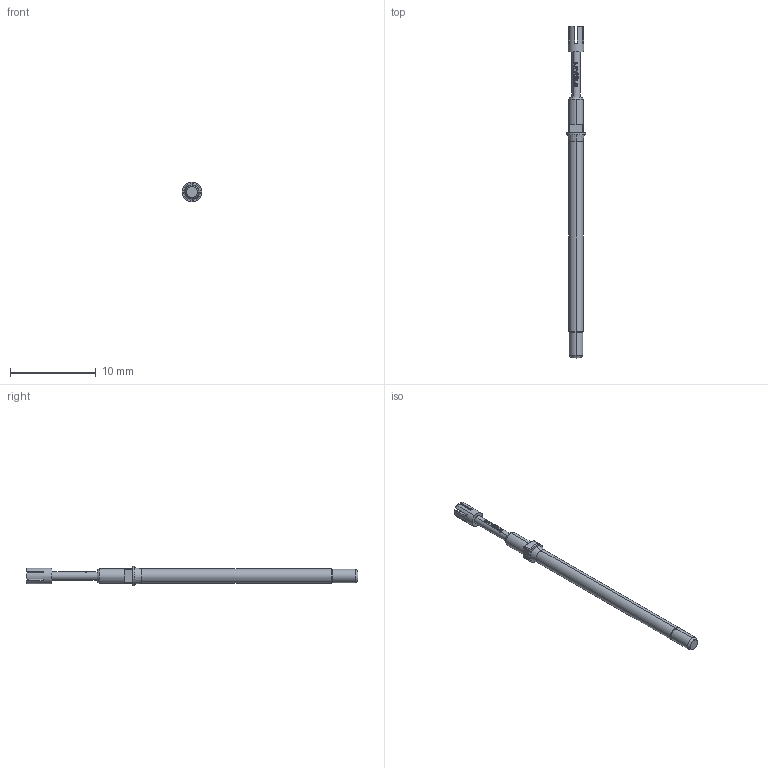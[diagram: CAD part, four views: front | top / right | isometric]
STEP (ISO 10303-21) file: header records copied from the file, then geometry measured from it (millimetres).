
FILE_DESCRIPTION (( 'STEP AP203' ), '1' );
FILE_NAME ('INGUN_GKS-112_319_180_A_xx05_M.STEP', '2022-01-18T11:21:46', ( 'ochi' ), ( '' ), 'SwSTEP 2.0', 'SolidWorks 2018', '' );
FILE_SCHEMA (( 'CONFIG_CONTROL_DESIGN' ));
Length unit declared in the file: millimetre
Products named in the file (1): INGUN_GKS-112_319_180_A_xx05_M
Bounding box: 2.3 x 38.8 x 2.3 mm (x, y, z)
Volume: 75.7 mm3; surface area: 214.9 mm2
Topology: 1 solids, 1 shells, 131 faces, 345 edges, 224 vertices
Faces by surface type: plane 69, bspline 22, cone 20, cylinder 18, torus 2
Entity records: 4426 total; most frequent: CARTESIAN_POINT 1303, ORIENTED_EDGE 690, DIRECTION 555, EDGE_CURVE 345, VERTEX_POINT 224, AXIS2_PLACEMENT_3D 212, EDGE_LOOP 139, LINE 131
